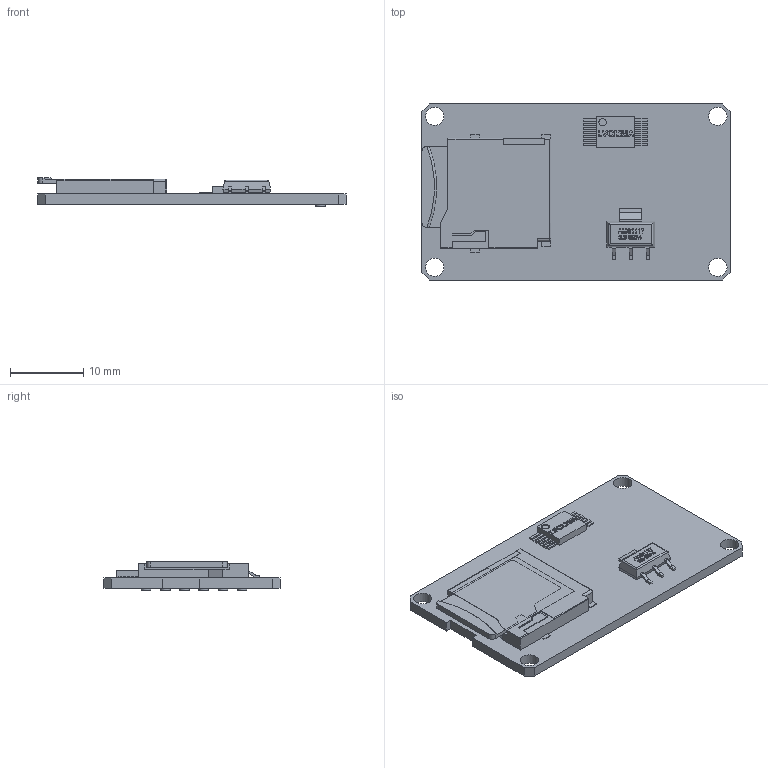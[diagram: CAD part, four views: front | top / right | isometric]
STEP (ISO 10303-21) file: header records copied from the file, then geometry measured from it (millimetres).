
FILE_DESCRIPTION(('STEP AP214'), '1');
FILE_NAME('MicroSD Reader Assembly', '', ('UNSPECIFIED'), ('UNSPECIFIED'), 'ASCON STEP Converter 1.6', 'ASCON Math Kernel', '');
FILE_SCHEMA(('AUTOMOTIVE_DESIGN { 1 0 10303 214 3 1 1}'));
Length unit declared in the file: millimetre
Products named in the file (4): MicroSD Reader Assembly; sdreader; AMS1117; card sd
Assembly tree (3 placements, depth 2):
  MicroSD Reader Assembly
    sdreader
    AMS1117
    card sd
Bounding box: 42 x 24 x 3.94 mm (x, y, z)
Volume: 1837.7 mm3; surface area: 3086.6 mm2
Topology: 3 solids, 3 shells, 389 faces, 1237 edges, 901 vertices
Faces by surface type: plane 305, cylinder 44, bspline 38, torus 1, cone 1
Full cylindrical faces by diameter (mm): 1 x1, 1.3 x6, 2.5 x4
Entity records: 19702 total; most frequent: CARTESIAN_POINT 5777, ORIENTED_EDGE 2440, DIRECTION 1779, EDGE_CURVE 1220, LINE 923, VECTOR 923, VERTEX_POINT 889, EDGE_LOOP 451
